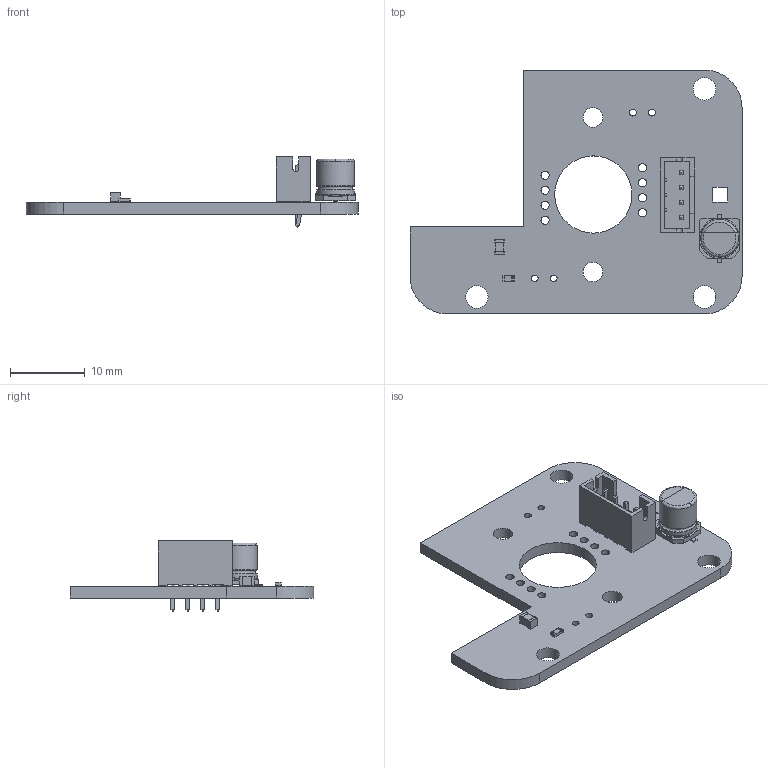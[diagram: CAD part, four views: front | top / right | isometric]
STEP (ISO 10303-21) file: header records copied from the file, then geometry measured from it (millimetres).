
FILE_DESCRIPTION(('KiCad electronic assembly'),'2;1');
FILE_NAME('OpticalOdometry_Board.stp','2019-03-13T18:09:20',('An Author' ),('A Company'),'Open CASCADE STEP processor 6.9', 'KiCad to STEP converter','Unknown');
FILE_SCHEMA(('AUTOMOTIVE_DESIGN { 1 0 10303 214 1 1 1 1 }'));
Length unit declared in the file: millimetre
Products named in the file (10): Open CASCADE STEP translator 6.9 1; CP_Elec_5x5.7; SOLID; C_0805_2012Metric; R_0603_1608Metric; JST_PH_B4B-PH-K_1x04_P2.00mm_Vertical; COMPOUND
Assembly tree (9 placements, depth 3):
  Open CASCADE STEP translator 6.9 1
    CP_Elec_5x5.7
      SOLID
    C_0805_2012Metric
      SOLID
    R_0603_1608Metric
      SOLID
    JST_PH_B4B-PH-K_1x04_P2.00mm_Vertical
      SOLID
    COMPOUND
Bounding box: 44.27 x 32.5 x 9.4 mm (x, y, z)
Volume: 1805.4 mm3; surface area: 2969.2 mm2
Topology: 5 solids, 5 shells, 281 faces, 744 edges, 483 vertices
Faces by surface type: plane 217, cylinder 57, torus 4, bspline 2, revolution 1
Full cylindrical faces by diameter (mm): 0.75 x4, 0.9 x4, 1.1 x8, 2.6 x2, 3 x3, 5 x2, 10.301 x1
Entity records: 20809 total; most frequent: CARTESIAN_POINT 3833, DIRECTION 2838, LINE 1980, VECTOR 1980, ORIENTED_EDGE 1488, PCURVE 1488, DEFINITIONAL_REPRESENTATION 1488, EDGE_CURVE 744
